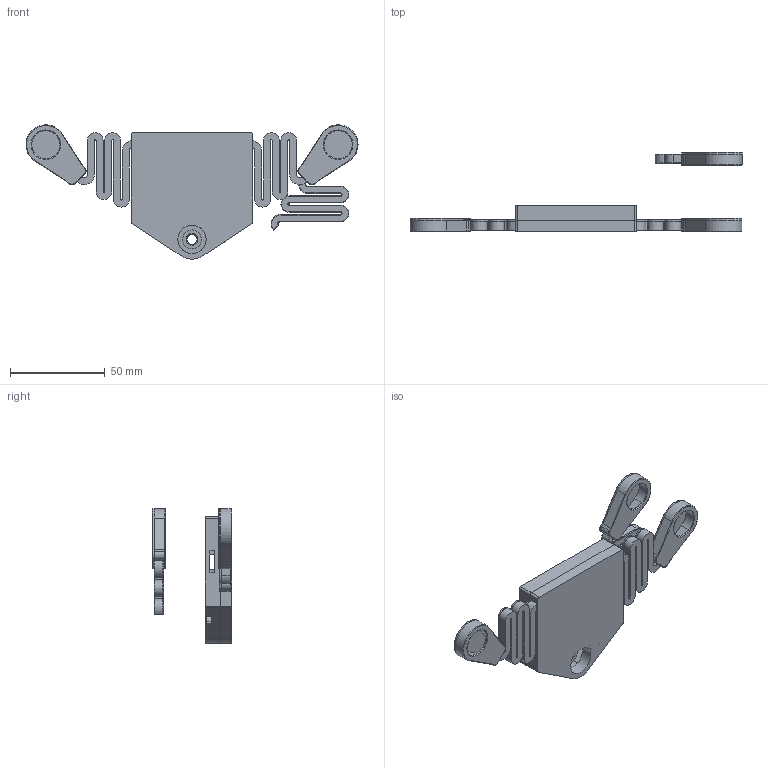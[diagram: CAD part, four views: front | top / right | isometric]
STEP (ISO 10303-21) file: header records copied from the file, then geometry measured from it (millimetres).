
FILE_DESCRIPTION(/* description */ (''),/* implementation_level */ '2;1');
FILE_NAME(/* name */ 'FlexBeat CAD.step',/* time_stamp */ '2023-05-15T08:41:33+02:00',/* author */ (''),/* organization */ (''),/* preprocessor_version */ 'ST-DEVELOPER v19.2',/* originating_system */ 'Autodesk Translation Framework v12.4.0.73',/* authorisation */ '');
FILE_SCHEMA (('AUTOMOTIVE_DESIGN { 1 0 10303 214 3 1 1 }'));
Length unit declared in the file: millimetre
Products named in the file (4): Nymaster; Parametrisk fleks ldning v4; Elektrodeholder; Elektrodeholder v6(Mirror)
Assembly tree (3 placements, depth 2):
  Nymaster
    Parametrisk fleks ldning v4
    Elektrodeholder
    Elektrodeholder v6(Mirror)
Bounding box: 175.47 x 42 x 70.98 mm (x, y, z)
Volume: 28434.5 mm3; surface area: 49642.4 mm2
Topology: 13 solids, 13 shells, 1119 faces, 2825 edges, 1734 vertices
Faces by surface type: plane 482, cylinder 458, torus 169, bspline 6, sphere 4
Full cylindrical faces by diameter (mm): 5.3 x1, 6.3 x1, 10 x1, 15 x4
Entity records: 33838 total; most frequent: CARTESIAN_POINT 6208, DIRECTION 6030, ORIENTED_EDGE 5642, EDGE_CURVE 2821, AXIS2_PLACEMENT_3D 2125, LINE 1780, VECTOR 1780, VERTEX_POINT 1734
